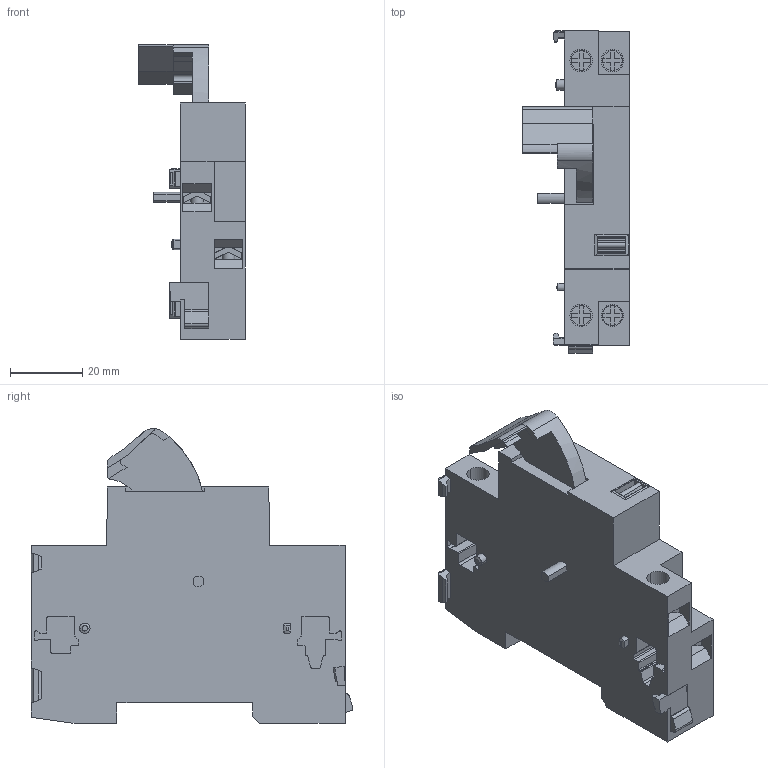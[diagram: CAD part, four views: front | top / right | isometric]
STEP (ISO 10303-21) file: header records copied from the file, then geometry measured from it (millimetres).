
FILE_DESCRIPTION((''),'2;1');
FILE_NAME('1643344359684_ASM','2022-01-28T10:03:01',('SESA540900'),('Schneider-Electric'),'CREO PARAMETRIC BY PTC INC, 2019471','CREO PARAMETRIC BY PTC INC, 2019471','');
FILE_SCHEMA(('AP242_MANAGED_MODEL_BASED_3D_ENGINEERING_MIM_LF { 1 0 10303 442 1 1 4 }'));
Length unit declared in the file: millimetre
Products named in the file (4): EMPTYNODE_1643344359756_ASM; GVAX225-SIMPLIFIED; GVAX225-3D_ASM; 1643344359684_ASM
Assembly tree (3 placements, depth 3):
  1643344359684_ASM
    EMPTYNODE_1643344359756_ASM
    GVAX225-3D_ASM
      GVAX225-SIMPLIFIED
Bounding box: 29.5 x 89.19 x 81.68 mm (x, y, z)
Volume: 81354.8 mm3; surface area: 20551.1 mm2
Topology: 1 solids, 1 shells, 380 faces, 1084 edges, 728 vertices
Faces by surface type: plane 259, cylinder 82, extrusion 35, cone 4
Entity records: 18567 total; most frequent: CARTESIAN_POINT 2851, ORIENTED_EDGE 2152, DIRECTION 1894, PRESENTATION_STYLE_ASSIGNMENT 1267, STYLED_ITEM 1087, CURVE_STYLE 1086, EDGE_CURVE 1076, VECTOR 830
